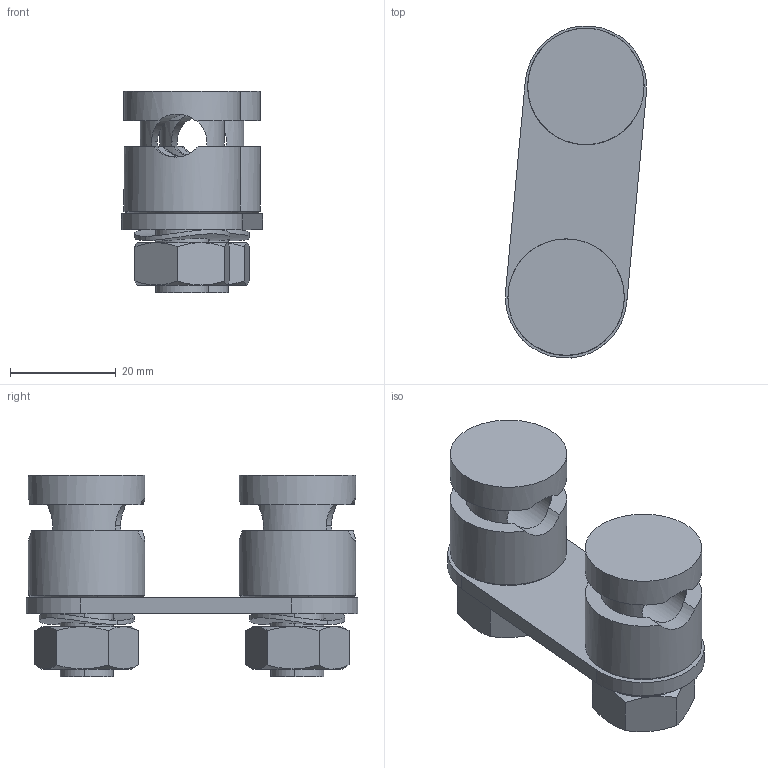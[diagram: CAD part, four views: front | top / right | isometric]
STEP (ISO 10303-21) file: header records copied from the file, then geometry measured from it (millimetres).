
FILE_DESCRIPTION (( 'STEP AP214' ), '1' );
FILE_NAME ('5304270.stp', '2023-04-11T11:04:44', ( '' ), ( '' ), 'SwSTEP 2.0', 'SolidWorks 2022', '' );
FILE_SCHEMA (( 'AUTOMOTIVE_DESIGN' ));
Length unit declared in the file: millimetre
Products named in the file (1): 5304270
Bounding box: 26.65 x 62.75 x 38 mm (x, y, z)
Volume: 20910.6 mm3; surface area: 15029.4 mm2
Topology: 9 solids, 9 shells, 126 faces, 320 edges, 208 vertices
Faces by surface type: cylinder 58, plane 36, cone 32
Full cylindrical faces by diameter (mm): 22 x4
Entity records: 11728 total; most frequent: CARTESIAN_POINT 8611, ORIENTED_EDGE 624, DIRECTION 566, EDGE_CURVE 312, AXIS2_PLACEMENT_3D 241, VERTEX_POINT 204, EDGE_LOOP 146, FACE_OUTER_BOUND 130
